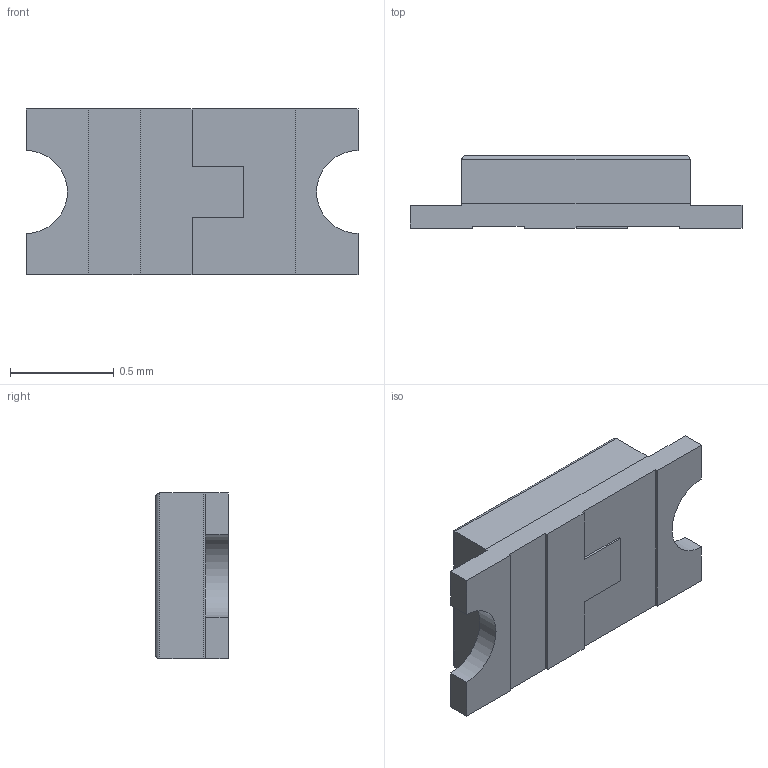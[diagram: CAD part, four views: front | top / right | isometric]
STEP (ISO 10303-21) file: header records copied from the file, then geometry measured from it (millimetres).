
FILE_DESCRIPTION (( 'STEP AP214' ), '1' );
FILE_NAME ('OSRAM_0603.STEP', '2020-10-07T01:27:36', ( '' ), ( '' ), 'SwSTEP 2.0', 'SolidWorks 2020', '' );
FILE_SCHEMA (( 'AUTOMOTIVE_DESIGN' ));
Length unit declared in the file: millimetre
Products named in the file (3): OSRAM_0603_LENS; OSRAM_0603; OSRAM_0603_BASE
Assembly tree (2 placements, depth 2):
  OSRAM_0603
    OSRAM_0603_BASE
    OSRAM_0603_LENS
Bounding box: 1.6 x 0.35 x 0.8 mm (x, y, z)
Volume: 0.3 mm3; surface area: 5.6 mm2
Topology: 2 solids, 2 shells, 39 faces, 98 edges, 64 vertices
Faces by surface type: plane 31, cylinder 8
Entity records: 1357 total; most frequent: CARTESIAN_POINT 218, ORIENTED_EDGE 196, DIRECTION 190, EDGE_CURVE 98, VECTOR 86, LINE 86, VERTEX_POINT 64, AXIS2_PLACEMENT_3D 52
